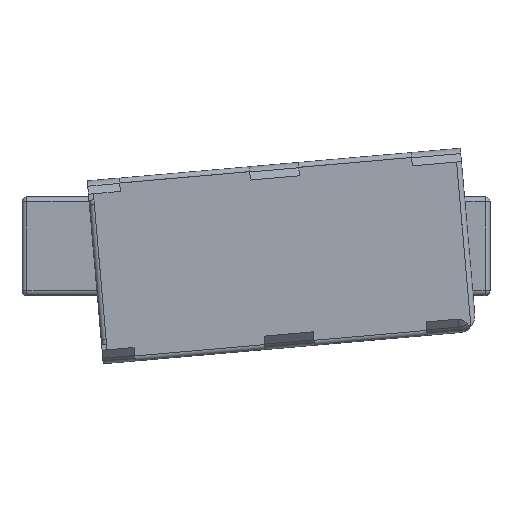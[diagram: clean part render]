
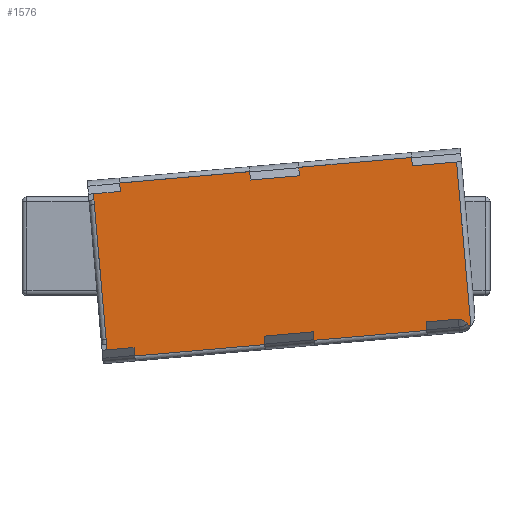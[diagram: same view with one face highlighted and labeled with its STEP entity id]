
A CAD part, top view. The second image highlights one B-rep face of the part: STEP entity #1576.
In plain terms, the highlighted planar face has unit normal (0, 0, 1).
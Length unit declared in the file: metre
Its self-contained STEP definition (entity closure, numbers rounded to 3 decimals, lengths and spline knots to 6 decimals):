
#326=ORIENTED_EDGE('',*,*,#740,.T.);
#327=ORIENTED_EDGE('',*,*,#616,.T.);
#328=ORIENTED_EDGE('',*,*,#748,.F.);
#329=ORIENTED_EDGE('',*,*,#741,.F.);
#616=EDGE_CURVE('',#854,#853,#1008,.T.);
#740=EDGE_CURVE('',#945,#854,#1114,.T.);
#741=EDGE_CURVE('',#945,#954,#1115,.T.);
#748=EDGE_CURVE('',#954,#853,#1120,.T.);
#853=VERTEX_POINT('',#2305);
#854=VERTEX_POINT('',#2307);
#945=VERTEX_POINT('',#2529);
#954=VERTEX_POINT('',#2551);
#1008=LINE('',#2306,#1177);
#1114=LINE('',#2548,#1283);
#1115=LINE('',#2550,#1284);
#1120=LINE('',#2567,#1289);
#1177=VECTOR('',#1824,1.);
#1283=VECTOR('',#2002,1.);
#1284=VECTOR('',#2005,1.);
#1289=VECTOR('',#2014,1.);
#1356=EDGE_LOOP('',(#326,#327,#328,#329));
#1442=FACE_BOUND('',#1356,.T.);
#1528=PLANE('',#1694);
#1576=ADVANCED_FACE('',(#1442),#1528,.T.);
#1694=AXIS2_PLACEMENT_3D('',#2583,#2023,#2024);
#1824=DIRECTION('',(0.087,-0.996,0.));
#2002=DIRECTION('',(-0.996,-0.087,0.));
#2005=DIRECTION('',(0.087,-0.996,0.));
#2014=DIRECTION('',(-0.996,-0.087,0.));
#2023=DIRECTION('',(0.,0.,1.));
#2024=DIRECTION('',(1.,0.,0.));
#2305=CARTESIAN_POINT('',(-0.060182,-0.045583,0.003));
#2306=CARTESIAN_POINT('',(-0.063254,-0.010467,0.003));
#2307=CARTESIAN_POINT('',(-0.066326,0.024648,0.003));
#2529=CARTESIAN_POINT('',(0.08111,0.037547,0.003));
#2548=CARTESIAN_POINT('',(0.007392,0.031098,0.003));
#2550=CARTESIAN_POINT('',(0.084183,0.002432,0.003));
#2551=CARTESIAN_POINT('',(0.087255,-0.032684,0.003));
#2567=CARTESIAN_POINT('',(0.013536,-0.039134,0.003));
#2583=CARTESIAN_POINT('',(0.,0.,0.003));
